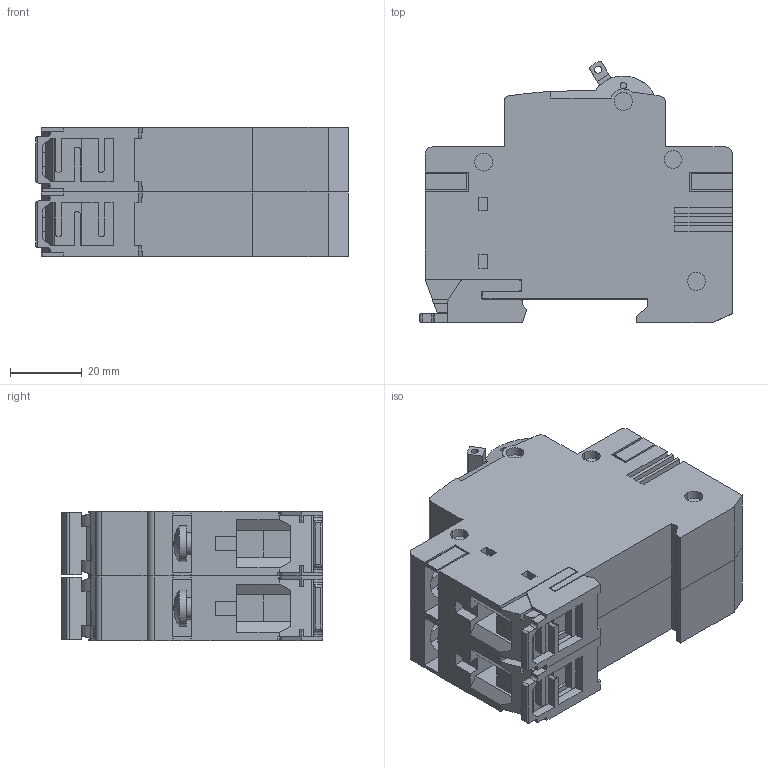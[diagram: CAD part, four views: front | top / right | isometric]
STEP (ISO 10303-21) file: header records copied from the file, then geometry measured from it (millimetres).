
FILE_DESCRIPTION((''),'2;1');
FILE_NAME('ETIMAT_10_2P_ASM','2020-05-27T',('peter.kastelic'),('Audax d.o.o.'),'CREO PARAMETRIC BY PTC INC, 2016050','CREO PARAMETRIC BY PTC INC, 2016050','');
FILE_SCHEMA(('AUTOMOTIVE_DESIGN { 1 0 10303 214 1 1 1 1 }'));
Length unit declared in the file: millimetre
Products named in the file (8): OBUDOWA_ETIMAT10_AF1; DZWIGNIA_ETIMAT10; ZAPINKA_ETIMAT10; ETIMAT_10_1P-OA0_AF0_ASM; OBUDOWA_ETIMAT10; ETIMAT_10_1P-OA1_ASM; ASSEM1_AF0_ASM; ETIMAT_10_2P_ASM
Assembly tree (9 placements, depth 4):
  ETIMAT_10_2P_ASM
    ASSEM1_AF0_ASM
      ETIMAT_10_1P-OA0_AF0_ASM
        OBUDOWA_ETIMAT10_AF1
        DZWIGNIA_ETIMAT10
        ZAPINKA_ETIMAT10
      ETIMAT_10_1P-OA1_ASM
        OBUDOWA_ETIMAT10
        DZWIGNIA_ETIMAT10
        ZAPINKA_ETIMAT10
Bounding box: 87.19 x 72.92 x 36 mm (x, y, z)
Volume: 151433.5 mm3; surface area: 46891.1 mm2
Topology: 6 solids, 10 shells, 819 faces, 2274 edges, 1510 vertices
Faces by surface type: plane 573, cylinder 199, extrusion 29, bspline 10, cone 8
Entity records: 28866 total; most frequent: CARTESIAN_POINT 5366, ORIENTED_EDGE 3920, DIRECTION 3612, EDGE_CURVE 1960, VECTOR 1466, LINE 1437, VERTEX_POINT 1306, AXIS2_PLACEMENT_3D 1073
